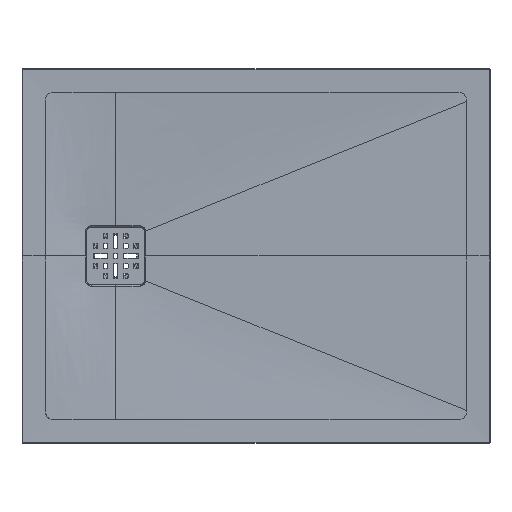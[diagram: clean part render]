
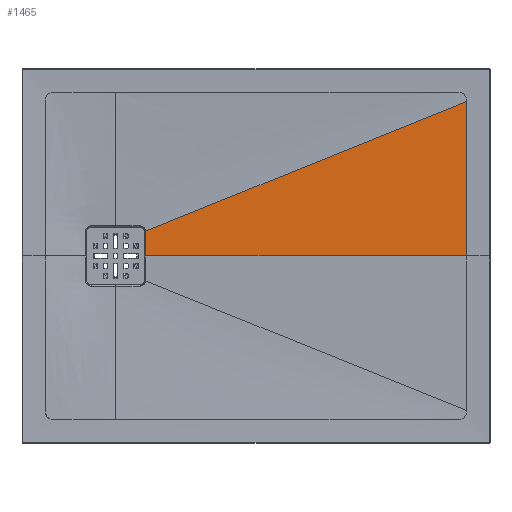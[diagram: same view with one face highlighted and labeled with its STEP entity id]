
A CAD part, top view. The second image highlights one B-rep face of the part: STEP entity #1465.
In plain terms, the highlighted planar face has unit normal (-0.02, 0, 1).
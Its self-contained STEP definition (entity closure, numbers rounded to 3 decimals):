
#530=PLANE('',#5572);
#676=LINE('',#15577,#1054);
#677=LINE('',#15579,#1055);
#1054=VECTOR('',#6118,1.);
#1055=VECTOR('',#6119,1.);
#1465=ADVANCED_FACE('',(#1792),#530,.F.);
#1792=FACE_OUTER_BOUND('',#2087,.T.);
#2087=EDGE_LOOP('',(#2583,#2584,#2585,#2586,#2587));
#2583=ORIENTED_EDGE('',*,*,#4688,.T.);
#2584=ORIENTED_EDGE('',*,*,#4689,.T.);
#2585=ORIENTED_EDGE('',*,*,#4690,.T.);
#2586=ORIENTED_EDGE('',*,*,#4691,.T.);
#2587=ORIENTED_EDGE('',*,*,#4692,.T.);
#4151=VERTEX_POINT('',#15575);
#4152=VERTEX_POINT('',#15576);
#4153=VERTEX_POINT('',#15578);
#4154=VERTEX_POINT('',#15580);
#4155=VERTEX_POINT('',#15585);
#4688=EDGE_CURVE('',#4151,#4152,#5423,.T.);
#4689=EDGE_CURVE('',#4152,#4153,#676,.T.);
#4690=EDGE_CURVE('',#4153,#4154,#677,.T.);
#4691=EDGE_CURVE('',#4154,#4155,#5424,.T.);
#4692=EDGE_CURVE('',#4155,#4151,#5425,.T.);
#5423=B_SPLINE_CURVE_WITH_KNOTS('',3,(#15571,#15572,#15573,#15574),
 .UNSPECIFIED.,.F.,.F.,(4,4),(0.,1.),.UNSPECIFIED.);
#5424=B_SPLINE_CURVE_WITH_KNOTS('',3,(#15581,#15582,#15583,#15584),
 .UNSPECIFIED.,.F.,.F.,(4,4),(0.,1.),.UNSPECIFIED.);
#5425=B_SPLINE_CURVE_WITH_KNOTS('',3,(#15586,#15587,#15588,#15589),
 .UNSPECIFIED.,.F.,.F.,(4,4),(0.,1.),.UNSPECIFIED.);
#5572=AXIS2_PLACEMENT_3D('',#15590,#6120,#6121);
#6118=DIRECTION('',(0.,-1.,0.));
#6119=DIRECTION('',(1.,0.,0.02));
#6120=DIRECTION('',(0.02,0.,-1.));
#6121=DIRECTION('',(0.,1.,0.));
#15571=CARTESIAN_POINT('',(64.242,53.203,15.035));
#15572=CARTESIAN_POINT('',(64.256,52.969,15.036));
#15573=CARTESIAN_POINT('',(64.263,52.735,15.036));
#15574=CARTESIAN_POINT('',(64.263,52.5,15.036));
#15575=CARTESIAN_POINT('',(64.242,53.203,15.036));
#15576=CARTESIAN_POINT('',(64.263,52.5,15.036));
#15577=CARTESIAN_POINT('',(64.263,0.,15.036));
#15578=CARTESIAN_POINT('',(64.263,0.,15.036));
#15579=CARTESIAN_POINT('',(750.,0.,29.));
#15580=CARTESIAN_POINT('',(750.,0.,29.));
#15581=CARTESIAN_POINT('',(750.,0.,29.));
#15582=CARTESIAN_POINT('',(750.,110.,29.));
#15583=CARTESIAN_POINT('',(750.,220.,29.));
#15584=CARTESIAN_POINT('',(750.,330.,29.));
#15585=CARTESIAN_POINT('',(750.,330.,29.));
#15586=CARTESIAN_POINT('',(750.,330.,29.));
#15587=CARTESIAN_POINT('',(521.414,237.734,24.345));
#15588=CARTESIAN_POINT('',(292.828,145.469,19.69));
#15589=CARTESIAN_POINT('',(64.242,53.203,15.035));
#15590=CARTESIAN_POINT('',(475.,89.7,23.4));
